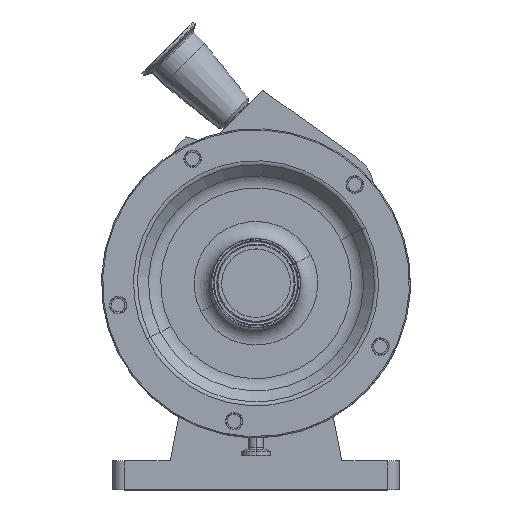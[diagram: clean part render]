
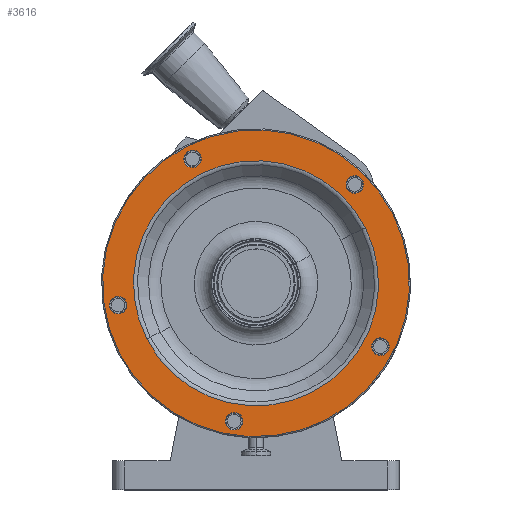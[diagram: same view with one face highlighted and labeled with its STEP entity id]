
A CAD part, top view. The second image highlights one B-rep face of the part: STEP entity #3616.
In plain terms, the highlighted planar face has unit normal (0, 0, 1).
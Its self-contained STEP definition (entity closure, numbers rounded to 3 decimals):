
#76 = DIRECTION ( 'NONE',  ( -0.891, -0.454, 0. ) ) ;
#115 = ORIENTED_EDGE ( 'NONE', *, *, #2544, .T. ) ;
#179 = CIRCLE ( 'NONE', #355, 7.644 ) ;
#194 = ORIENTED_EDGE ( 'NONE', *, *, #8410, .T. ) ;
#230 = CARTESIAN_POINT ( 'NONE',  ( -127.309, -22.555, 209.5 ) ) ;
#253 = CARTESIAN_POINT ( 'NONE',  ( -113.687, -15.615, 209.5 ) ) ;
#257 = CARTESIAN_POINT ( 'NONE',  ( -55.387, 108.703, 209.5 ) ) ;
#320 = EDGE_CURVE ( 'NONE', #5686, #9193, #9190, .T. ) ;
#338 = CARTESIAN_POINT ( 'NONE',  ( 108.703, -55.387, 209.5 ) ) ;
#355 = AXIS2_PLACEMENT_3D ( 'NONE', #9556, #7956, #7144 ) ;
#479 = AXIS2_PLACEMENT_3D ( 'NONE', #7105, #2298, #4632 ) ;
#497 = ORIENTED_EDGE ( 'NONE', *, *, #9804, .T. ) ;
#509 = DIRECTION ( 'NONE',  ( -0.891, -0.454, 0. ) ) ;
#521 = AXIS2_PLACEMENT_3D ( 'NONE', #257, #5167, #7471 ) ;
#532 = AXIS2_PLACEMENT_3D ( 'NONE', #10029, #1806, #2654 ) ;
#662 = CIRCLE ( 'NONE', #1011, 7.644 ) ;
#666 = ORIENTED_EDGE ( 'NONE', *, *, #5522, .F. ) ;
#715 = AXIS2_PLACEMENT_3D ( 'NONE', #5561, #4738, #3974 ) ;
#736 = ORIENTED_EDGE ( 'NONE', *, *, #2031, .F. ) ;
#768 = AXIS2_PLACEMENT_3D ( 'NONE', #933, #8472, #883 ) ;
#883 = DIRECTION ( 'NONE',  ( -0.891, -0.454, 0. ) ) ;
#917 = DIRECTION ( 'NONE',  ( 0., 0., -1. ) ) ;
#933 = CARTESIAN_POINT ( 'NONE',  ( -19.085, -120.498, 209.5 ) ) ;
#1011 = AXIS2_PLACEMENT_3D ( 'NONE', #5213, #7675, #3418 ) ;
#1062 = CARTESIAN_POINT ( 'NONE',  ( -119.395, -60.835, 209.5 ) ) ;
#1300 = AXIS2_PLACEMENT_3D ( 'NONE', #7821, #6212, #9482 ) ;
#1395 = ORIENTED_EDGE ( 'NONE', *, *, #4731, .T. ) ;
#1535 = ORIENTED_EDGE ( 'NONE', *, *, #5140, .T. ) ;
#1564 = DIRECTION ( 'NONE',  ( -0.891, -0.454, 0. ) ) ;
#1790 = FACE_BOUND ( 'NONE', #3808, .T. ) ;
#1806 = DIRECTION ( 'NONE',  ( 0., 0., -1. ) ) ;
#1897 = DIRECTION ( 'NONE',  ( -0.891, -0.454, 0. ) ) ;
#2010 = DIRECTION ( 'NONE',  ( 0., 0., -1. ) ) ;
#2031 = EDGE_CURVE ( 'NONE', #10481, #2794, #6149, .T. ) ;
#2080 = CARTESIAN_POINT ( 'NONE',  ( -62.197, 105.233, 209.5 ) ) ;
#2115 = CARTESIAN_POINT ( 'NONE',  ( 79.456, 82.797, 209.5 ) ) ;
#2133 = EDGE_LOOP ( 'NONE', ( #1395, #1535 ) ) ;
#2291 = EDGE_CURVE ( 'NONE', #9193, #5686, #8384, .T. ) ;
#2298 = DIRECTION ( 'NONE',  ( 0., 0., -1. ) ) ;
#2544 = EDGE_CURVE ( 'NONE', #6088, #8819, #9587, .T. ) ;
#2654 = DIRECTION ( 'NONE',  ( -0.891, -0.454, 0. ) ) ;
#2794 = VERTEX_POINT ( 'NONE', #1062 ) ;
#2882 = ORIENTED_EDGE ( 'NONE', *, *, #3934, .T. ) ;
#2984 = CARTESIAN_POINT ( 'NONE',  ( -19.085, -120.498, 209.5 ) ) ;
#3221 = VERTEX_POINT ( 'NONE', #2115 ) ;
#3339 = DIRECTION ( 'NONE',  ( 0., 0., -1. ) ) ;
#3371 = CARTESIAN_POINT ( 'NONE',  ( -12.274, -117.028, 209.5 ) ) ;
#3418 = DIRECTION ( 'NONE',  ( -0.891, -0.454, 0. ) ) ;
#3550 = PLANE ( 'NONE',  #7280 ) ;
#3616 = ADVANCED_FACE ( 'NONE', ( #9159, #1790, #6748, #6800, #4158, #6854, #4258 ), #3550, .F. ) ;
#3777 = ORIENTED_EDGE ( 'NONE', *, *, #320, .T. ) ;
#3794 = AXIS2_PLACEMENT_3D ( 'NONE', #9379, #2010, #5309 ) ;
#3808 = EDGE_LOOP ( 'NONE', ( #4701, #3777 ) ) ;
#3914 = ORIENTED_EDGE ( 'NONE', *, *, #9998, .T. ) ;
#3934 = EDGE_CURVE ( 'NONE', #10003, #4068, #9102, .T. ) ;
#3974 = DIRECTION ( 'NONE',  ( -0.891, -0.454, 0. ) ) ;
#4031 = ORIENTED_EDGE ( 'NONE', *, *, #10186, .T. ) ;
#4068 = VERTEX_POINT ( 'NONE', #253 ) ;
#4158 = FACE_BOUND ( 'NONE', #9493, .T. ) ;
#4258 = FACE_BOUND ( 'NONE', #10531, .T. ) ;
#4379 = CARTESIAN_POINT ( 'NONE',  ( 0., 0., 209.5 ) ) ;
#4514 = VERTEX_POINT ( 'NONE', #3371 ) ;
#4561 = AXIS2_PLACEMENT_3D ( 'NONE', #338, #7656, #1897 ) ;
#4632 = DIRECTION ( 'NONE',  ( -0.891, -0.454, 0. ) ) ;
#4701 = ORIENTED_EDGE ( 'NONE', *, *, #2291, .T. ) ;
#4729 = CIRCLE ( 'NONE', #768, 7.644 ) ;
#4731 = EDGE_CURVE ( 'NONE', #7973, #3221, #179, .T. ) ;
#4738 = DIRECTION ( 'NONE',  ( 0., 0., -1. ) ) ;
#4742 = VERTEX_POINT ( 'NONE', #2080 ) ;
#4798 = AXIS2_PLACEMENT_3D ( 'NONE', #2984, #7895, #509 ) ;
#4982 = DIRECTION ( 'NONE',  ( 0., 0., -1. ) ) ;
#5140 = EDGE_CURVE ( 'NONE', #3221, #7973, #5363, .T. ) ;
#5167 = DIRECTION ( 'NONE',  ( 0., 0., -1. ) ) ;
#5168 = VERTEX_POINT ( 'NONE', #6170 ) ;
#5192 = DIRECTION ( 'NONE',  ( -0.891, -0.454, 0. ) ) ;
#5213 = CARTESIAN_POINT ( 'NONE',  ( -120.498, -19.085, 209.5 ) ) ;
#5309 = DIRECTION ( 'NONE',  ( -0.891, -0.454, 0. ) ) ;
#5329 = ORIENTED_EDGE ( 'NONE', *, *, #8086, .T. ) ;
#5363 = CIRCLE ( 'NONE', #3794, 7.644 ) ;
#5477 = AXIS2_PLACEMENT_3D ( 'NONE', #7270, #917, #8293 ) ;
#5522 = EDGE_CURVE ( 'NONE', #2794, #10481, #5551, .T. ) ;
#5551 = CIRCLE ( 'NONE', #715, 134. ) ;
#5561 = CARTESIAN_POINT ( 'NONE',  ( 0., 0., 209.5 ) ) ;
#5686 = VERTEX_POINT ( 'NONE', #9400 ) ;
#5703 = CIRCLE ( 'NONE', #532, 107.071 ) ;
#5754 = VERTEX_POINT ( 'NONE', #8392 ) ;
#5759 = CARTESIAN_POINT ( 'NONE',  ( 93.078, 89.737, 209.5 ) ) ;
#5990 = CARTESIAN_POINT ( 'NONE',  ( 119.395, 60.835, 209.5 ) ) ;
#6088 = VERTEX_POINT ( 'NONE', #7783 ) ;
#6149 = CIRCLE ( 'NONE', #7342, 134. ) ;
#6170 = CARTESIAN_POINT ( 'NONE',  ( -25.896, -123.968, 209.5 ) ) ;
#6212 = DIRECTION ( 'NONE',  ( 0., 0., -1. ) ) ;
#6451 = CIRCLE ( 'NONE', #1300, 7.644 ) ;
#6748 = FACE_BOUND ( 'NONE', #9164, .T. ) ;
#6800 = FACE_BOUND ( 'NONE', #7251, .T. ) ;
#6854 = FACE_OUTER_BOUND ( 'NONE', #8128, .T. ) ;
#7105 = CARTESIAN_POINT ( 'NONE',  ( 0., 0., 209.5 ) ) ;
#7144 = DIRECTION ( 'NONE',  ( -0.891, -0.454, 0. ) ) ;
#7169 = DIRECTION ( 'NONE',  ( 0., 0., -1. ) ) ;
#7251 = EDGE_LOOP ( 'NONE', ( #9498, #2882 ) ) ;
#7270 = CARTESIAN_POINT ( 'NONE',  ( 108.703, -55.387, 209.5 ) ) ;
#7280 = AXIS2_PLACEMENT_3D ( 'NONE', #7550, #3339, #5192 ) ;
#7342 = AXIS2_PLACEMENT_3D ( 'NONE', #4379, #4982, #76 ) ;
#7471 = DIRECTION ( 'NONE',  ( -0.891, -0.454, 0. ) ) ;
#7525 = CARTESIAN_POINT ( 'NONE',  ( -120.498, -19.085, 209.5 ) ) ;
#7550 = CARTESIAN_POINT ( 'NONE',  ( -60.835, 119.395, 209.5 ) ) ;
#7656 = DIRECTION ( 'NONE',  ( 0., 0., -1. ) ) ;
#7675 = DIRECTION ( 'NONE',  ( 0., 0., -1. ) ) ;
#7783 = CARTESIAN_POINT ( 'NONE',  ( -95.401, -48.609, 209.5 ) ) ;
#7821 = CARTESIAN_POINT ( 'NONE',  ( -55.387, 108.703, 209.5 ) ) ;
#7895 = DIRECTION ( 'NONE',  ( 0., 0., -1. ) ) ;
#7956 = DIRECTION ( 'NONE',  ( 0., 0., -1. ) ) ;
#7973 = VERTEX_POINT ( 'NONE', #5759 ) ;
#8086 = EDGE_CURVE ( 'NONE', #4742, #5754, #8952, .T. ) ;
#8128 = EDGE_LOOP ( 'NONE', ( #666, #736 ) ) ;
#8293 = DIRECTION ( 'NONE',  ( -0.891, -0.454, 0. ) ) ;
#8384 = CIRCLE ( 'NONE', #5477, 7.644 ) ;
#8392 = CARTESIAN_POINT ( 'NONE',  ( -48.576, 112.173, 209.5 ) ) ;
#8410 = EDGE_CURVE ( 'NONE', #8819, #6088, #5703, .T. ) ;
#8470 = CARTESIAN_POINT ( 'NONE',  ( 95.401, 48.609, 209.5 ) ) ;
#8472 = DIRECTION ( 'NONE',  ( 0., 0., -1. ) ) ;
#8819 = VERTEX_POINT ( 'NONE', #8470 ) ;
#8952 = CIRCLE ( 'NONE', #521, 7.644 ) ;
#9102 = CIRCLE ( 'NONE', #9954, 7.644 ) ;
#9159 = FACE_BOUND ( 'NONE', #2133, .T. ) ;
#9164 = EDGE_LOOP ( 'NONE', ( #497, #3914 ) ) ;
#9190 = CIRCLE ( 'NONE', #4561, 7.644 ) ;
#9193 = VERTEX_POINT ( 'NONE', #9850 ) ;
#9379 = CARTESIAN_POINT ( 'NONE',  ( 86.267, 86.267, 209.5 ) ) ;
#9400 = CARTESIAN_POINT ( 'NONE',  ( 101.892, -58.857, 209.5 ) ) ;
#9425 = CIRCLE ( 'NONE', #4798, 7.644 ) ;
#9482 = DIRECTION ( 'NONE',  ( -0.891, -0.454, 0. ) ) ;
#9493 = EDGE_LOOP ( 'NONE', ( #4031, #5329 ) ) ;
#9498 = ORIENTED_EDGE ( 'NONE', *, *, #9654, .T. ) ;
#9556 = CARTESIAN_POINT ( 'NONE',  ( 86.267, 86.267, 209.5 ) ) ;
#9587 = CIRCLE ( 'NONE', #479, 107.071 ) ;
#9654 = EDGE_CURVE ( 'NONE', #4068, #10003, #662, .T. ) ;
#9804 = EDGE_CURVE ( 'NONE', #4514, #5168, #9425, .T. ) ;
#9850 = CARTESIAN_POINT ( 'NONE',  ( 115.513, -51.917, 209.5 ) ) ;
#9954 = AXIS2_PLACEMENT_3D ( 'NONE', #7525, #7169, #1564 ) ;
#9998 = EDGE_CURVE ( 'NONE', #5168, #4514, #4729, .T. ) ;
#10003 = VERTEX_POINT ( 'NONE', #230 ) ;
#10029 = CARTESIAN_POINT ( 'NONE',  ( 0., 0., 209.5 ) ) ;
#10186 = EDGE_CURVE ( 'NONE', #5754, #4742, #6451, .T. ) ;
#10481 = VERTEX_POINT ( 'NONE', #5990 ) ;
#10531 = EDGE_LOOP ( 'NONE', ( #115, #194 ) ) ;
